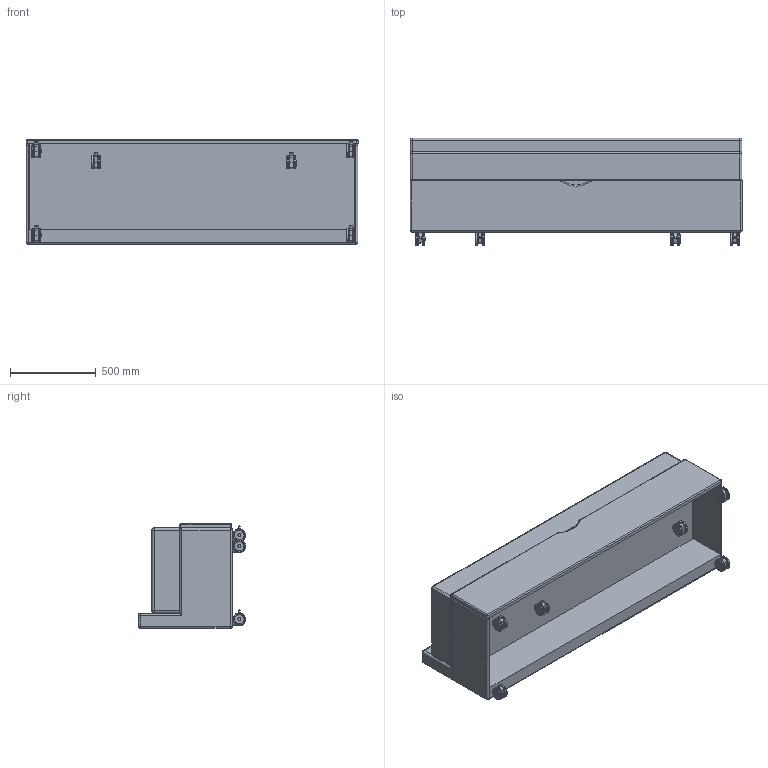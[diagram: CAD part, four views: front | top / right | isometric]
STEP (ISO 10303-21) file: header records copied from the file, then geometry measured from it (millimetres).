
FILE_DESCRIPTION(/* description */ (''),/* implementation_level */ '2;1');
FILE_NAME(/* name */ 'ON2076 - Sitting Position.stp',/* time_stamp */ '2019-05-30T13:02:20-04:00',/* author */ ('jbosley'),/* organization */ (''),/* preprocessor_version */ 'ST-DEVELOPER v16.13',/* originating_system */ 'Autodesk Inventor 2018',/* authorisation */ '');
FILE_SCHEMA (('AUTOMOTIVE_DESIGN { 1 0 10303 214 3 1 1 }'));
Length unit declared in the file: inch
Products named in the file (10): ON2076 - Sitting Position; UBASE 2076; 2076 SEAT LOWER; 2076 SEAT; 2176-F80 (generic); CAST COL 3"LC; CAST COL LOCK; CAST COL 3IN CENTER; CAST COL 3IN WHEEL; CAST COL 3IN INNER WHEEL
Assembly tree (16 placements, depth 3):
  ON2076 - Sitting Position
    UBASE 2076
    2076 SEAT LOWER
    2076 SEAT
    CAST COL 3"LC  x6
      CAST COL 3IN WHEEL
      CAST COL LOCK
      CAST COL 3IN CENTER
      CAST COL 3IN INNER WHEEL
    2176-F80 (generic)
Bounding box: 1930.4 x 625.71 x 609.6 mm (x, y, z)
Volume: 345324858.9 mm3; surface area: 9616503.1 mm2
Topology: 40 solids, 40 shells, 661 faces, 1369 edges, 838 vertices
Faces by surface type: cylinder 245, plane 193, torus 141, sphere 78, bspline 4
Full cylindrical faces by diameter (mm): 9.525 x6, 17.462 x6, 17.475 x6, 17.526 x12, 20.747 x6, 55.88 x12, 55.956 x12, 75.006 x12
Entity records: 5501 total; most frequent: CARTESIAN_POINT 1131, DIRECTION 925, ORIENTED_EDGE 716, AXIS2_PLACEMENT_3D 376, EDGE_CURVE 358, VERTEX_POINT 222, EDGE_LOOP 214, FACE_OUTER_BOUND 181
